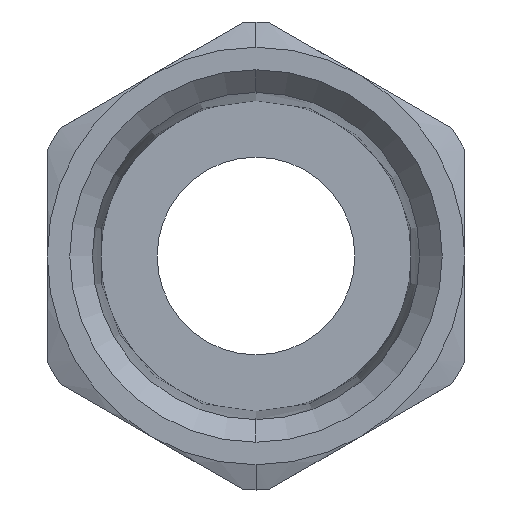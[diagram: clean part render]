
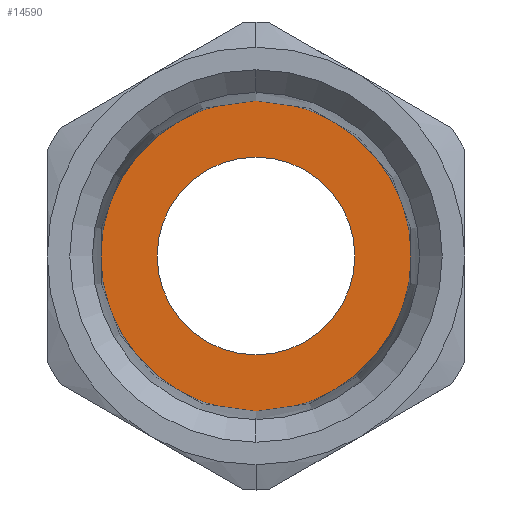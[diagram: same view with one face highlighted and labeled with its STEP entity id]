
A CAD part, left-side view. The second image highlights one B-rep face of the part: STEP entity #14590.
In plain terms, the highlighted face is planar.
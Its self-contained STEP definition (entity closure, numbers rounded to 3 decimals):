
#257=CARTESIAN_POINT('',(-4.5,0.,-3.6));
#258=VERTEX_POINT('',#257);
#267=CARTESIAN_POINT('',(4.5,0.,-3.6));
#268=VERTEX_POINT('',#267);
#269=CARTESIAN_POINT('',(0.,0.,-3.6));
#270=DIRECTION('',(0.0,0.0,-1.0));
#271=DIRECTION('',(-1.0,0.0,0.0));
#272=AXIS2_PLACEMENT_3D('',#269,#270,#271);
#273=CIRCLE('',#272,4.5);
#274=EDGE_CURVE('',#258,#268,#273,.T.);
#397=CARTESIAN_POINT('',(-7.069,0.,-3.6));
#398=VERTEX_POINT('',#397);
#407=CARTESIAN_POINT('',(7.069,0.,-3.6));
#408=VERTEX_POINT('',#407);
#409=CARTESIAN_POINT('',(0.,0.,-3.6));
#410=DIRECTION('',(0.0,0.0,1.0));
#411=DIRECTION('',(-1.0,0.0,0.0));
#412=AXIS2_PLACEMENT_3D('',#409,#410,#411);
#413=CIRCLE('',#412,7.069);
#414=EDGE_CURVE('',#398,#408,#413,.T.);
#14407=CARTESIAN_POINT('',(0.,0.,-3.6));
#14408=DIRECTION('',(0.0,0.0,1.0));
#14409=DIRECTION('',(-1.0,0.0,0.0));
#14410=AXIS2_PLACEMENT_3D('',#14407,#14408,#14409);
#14411=CIRCLE('',#14410,7.069);
#14412=EDGE_CURVE('',#408,#398,#14411,.T.);
#14571=CARTESIAN_POINT('',(-3.535,0.,-3.6));
#14572=DIRECTION('',(0.0,0.0,1.0));
#14573=DIRECTION('',(1.0,0.0,0.0));
#14574=AXIS2_PLACEMENT_3D('',#14571,#14572,#14573);
#14575=PLANE('',#14574);
#14576=ORIENTED_EDGE('',*,*,#414,.F.);
#14577=ORIENTED_EDGE('',*,*,#14412,.F.);
#14578=EDGE_LOOP('',(#14576,#14577));
#14579=FACE_OUTER_BOUND('',#14578,.T.);
#14580=CARTESIAN_POINT('',(0.,0.,-3.6));
#14581=DIRECTION('',(0.0,0.0,-1.0));
#14582=DIRECTION('',(-1.0,0.0,0.0));
#14583=AXIS2_PLACEMENT_3D('',#14580,#14581,#14582);
#14584=CIRCLE('',#14583,4.5);
#14585=EDGE_CURVE('',#268,#258,#14584,.T.);
#14586=ORIENTED_EDGE('',*,*,#14585,.F.);
#14587=ORIENTED_EDGE('',*,*,#274,.F.);
#14588=EDGE_LOOP('',(#14586,#14587));
#14589=FACE_BOUND('',#14588,.T.);
#14590=ADVANCED_FACE('',(#14579,#14589),#14575,.F.);
